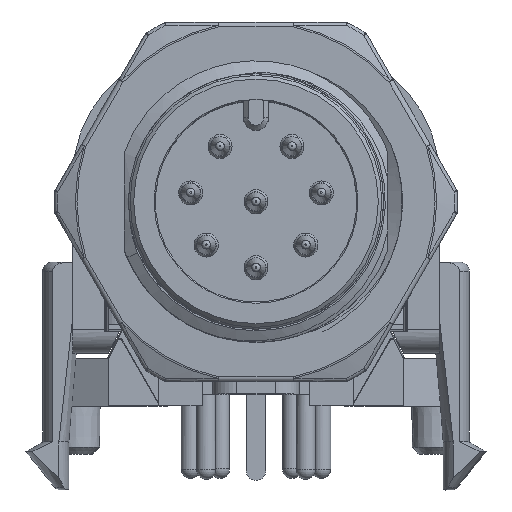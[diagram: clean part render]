
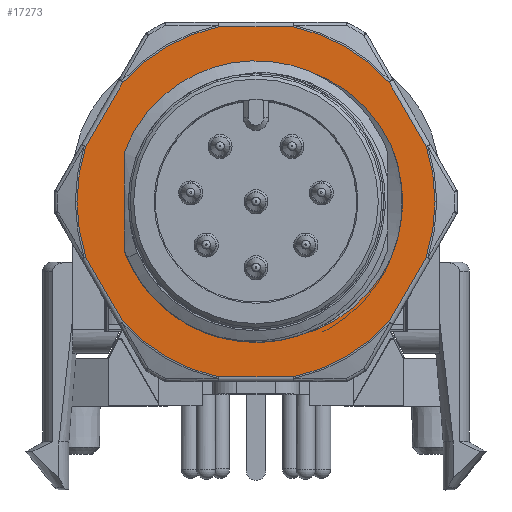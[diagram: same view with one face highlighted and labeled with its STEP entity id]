
A CAD part, top view. The second image highlights one B-rep face of the part: STEP entity #17273.
In plain terms, the highlighted planar face has unit normal (0, 0, 1).
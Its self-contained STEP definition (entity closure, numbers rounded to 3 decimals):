
#431=B_SPLINE_CURVE_WITH_KNOTS('',3,(#26887,#26888,#26889,#26890),
 .UNSPECIFIED.,.F.,.F.,(4,4),(0.,0.005),
 .UNSPECIFIED.);
#434=B_SPLINE_CURVE_WITH_KNOTS('',3,(#27004,#27005,#27006,#27007,#27008,
#27009,#27010),.UNSPECIFIED.,.F.,.F.,(4,1,1,1,4),(0.,0.003,
0.007,0.01,0.014),.UNSPECIFIED.);
#440=B_SPLINE_CURVE_WITH_KNOTS('',3,(#27109,#27110,#27111,#27112,#27113,
#27114,#27115),.UNSPECIFIED.,.F.,.F.,(4,1,1,1,4),(0.,0.003,
0.007,0.01,0.014),.UNSPECIFIED.);
#1221=PLANE('',#18877);
#1931=LINE('',#28181,#3078);
#1961=LINE('',#29055,#3108);
#1963=LINE('',#29163,#3110);
#1965=LINE('',#29265,#3112);
#1966=LINE('',#29360,#3113);
#1967=LINE('',#29362,#3114);
#3078=VECTOR('',#21547,1000.);
#3108=VECTOR('',#21907,1000.);
#3110=VECTOR('',#21941,1000.);
#3112=VECTOR('',#21973,1000.);
#3113=VECTOR('',#22002,1000.);
#3114=VECTOR('',#22005,1000.);
#5639=ORIENTED_EDGE('',*,*,#9894,.F.);
#5640=ORIENTED_EDGE('',*,*,#9887,.T.);
#5641=ORIENTED_EDGE('',*,*,#9880,.F.);
#5642=ORIENTED_EDGE('',*,*,#9873,.F.);
#5643=ORIENTED_EDGE('',*,*,#9866,.F.);
#5644=ORIENTED_EDGE('',*,*,#9859,.F.);
#5645=ORIENTED_EDGE('',*,*,#9852,.F.);
#5646=ORIENTED_EDGE('',*,*,#9899,.T.);
#5647=ORIENTED_EDGE('',*,*,#9650,.F.);
#5648=ORIENTED_EDGE('',*,*,#9695,.F.);
#5649=ORIENTED_EDGE('',*,*,#9689,.F.);
#5650=ORIENTED_EDGE('',*,*,#9898,.F.);
#5651=ORIENTED_EDGE('',*,*,#9552,.T.);
#5652=ORIENTED_EDGE('',*,*,#9544,.F.);
#5653=ORIENTED_EDGE('',*,*,#9541,.F.);
#5654=ORIENTED_EDGE('',*,*,#9550,.F.);
#9541=EDGE_CURVE('',#11900,#11902,#431,.T.);
#9544=EDGE_CURVE('',#11902,#11904,#434,.T.);
#9550=EDGE_CURVE('',#11909,#11900,#440,.T.);
#9552=EDGE_CURVE('',#11909,#11904,#13286,.F.);
#9650=EDGE_CURVE('',#11977,#11975,#13306,.T.);
#9689=EDGE_CURVE('',#11996,#11997,#13330,.T.);
#9695=EDGE_CURVE('',#11997,#11977,#1931,.T.);
#9852=EDGE_CURVE('',#12079,#12080,#13428,.T.);
#9859=EDGE_CURVE('',#12080,#12083,#1961,.T.);
#9866=EDGE_CURVE('',#12083,#12086,#13438,.T.);
#9873=EDGE_CURVE('',#12086,#12089,#1963,.T.);
#9880=EDGE_CURVE('',#12089,#12092,#13447,.T.);
#9887=EDGE_CURVE('',#12095,#12092,#1965,.T.);
#9894=EDGE_CURVE('',#12095,#12098,#13457,.T.);
#9898=EDGE_CURVE('',#12098,#11996,#1966,.T.);
#9899=EDGE_CURVE('',#12079,#11975,#1967,.T.);
#11900=VERTEX_POINT('',#26885);
#11902=VERTEX_POINT('',#26891);
#11904=VERTEX_POINT('',#27011);
#11909=VERTEX_POINT('',#27108);
#11975=VERTEX_POINT('',#27931);
#11977=VERTEX_POINT('',#27937);
#11996=VERTEX_POINT('',#28125);
#11997=VERTEX_POINT('',#28129);
#12079=VERTEX_POINT('',#29000);
#12080=VERTEX_POINT('',#29004);
#12083=VERTEX_POINT('',#29052);
#12086=VERTEX_POINT('',#29108);
#12089=VERTEX_POINT('',#29160);
#12092=VERTEX_POINT('',#29213);
#12095=VERTEX_POINT('',#29262);
#12098=VERTEX_POINT('',#29315);
#13286=CIRCLE('',#18570,5.459);
#13306=CIRCLE('',#18619,7.465);
#13330=CIRCLE('',#18660,7.465);
#13428=CIRCLE('',#18824,7.465);
#13438=CIRCLE('',#18840,7.465);
#13447=CIRCLE('',#18855,7.465);
#13457=CIRCLE('',#18871,7.465);
#14417=EDGE_LOOP('',(#5639,#5640,#5641,#5642,#5643,#5644,#5645,#5646,#5647,
#5648,#5649,#5650));
#14418=EDGE_LOOP('',(#5651,#5652,#5653,#5654));
#15713=FACE_BOUND('',#14417,.T.);
#15714=FACE_BOUND('',#14418,.T.);
#17273=ADVANCED_FACE('',(#15713,#15714),#1221,.T.);
#18570=AXIS2_PLACEMENT_3D('',#27121,#21290,#21291);
#18619=AXIS2_PLACEMENT_3D('',#27938,#21444,#21445);
#18660=AXIS2_PLACEMENT_3D('',#28132,#21532,#21533);
#18824=AXIS2_PLACEMENT_3D('',#29007,#21890,#21891);
#18840=AXIS2_PLACEMENT_3D('',#29111,#21924,#21925);
#18855=AXIS2_PLACEMENT_3D('',#29216,#21956,#21957);
#18871=AXIS2_PLACEMENT_3D('',#29318,#21990,#21991);
#18877=AXIS2_PLACEMENT_3D('',#29361,#22003,#22004);
#21290=DIRECTION('',(0.,0.,1.));
#21291=DIRECTION('',(1.,0.,0.));
#21444=DIRECTION('',(0.,0.,-1.));
#21445=DIRECTION('',(0.742,-0.67,0.));
#21532=DIRECTION('',(0.,0.,-1.));
#21533=DIRECTION('',(0.951,0.308,0.));
#21547=DIRECTION('',(-0.5,-0.866,0.));
#21890=DIRECTION('',(0.,0.,-1.));
#21891=DIRECTION('',(-0.209,-0.978,0.));
#21907=DIRECTION('',(-0.5,0.866,0.));
#21924=DIRECTION('',(0.,0.,-1.));
#21925=DIRECTION('',(-0.951,-0.308,0.));
#21941=DIRECTION('',(0.5,0.866,0.));
#21956=DIRECTION('',(0.,0.,-1.));
#21957=DIRECTION('',(-0.742,0.67,0.));
#21973=DIRECTION('',(-1.,0.,0.));
#21990=DIRECTION('',(0.,0.,-1.));
#21991=DIRECTION('',(0.209,0.978,0.));
#22002=DIRECTION('',(0.5,-0.866,0.));
#22003=DIRECTION('',(0.,0.,1.));
#22004=DIRECTION('',(0.,-1.,0.));
#22005=DIRECTION('',(1.,0.,0.));
#26885=CARTESIAN_POINT('',(5.641,-2.337,-11.5));
#26887=CARTESIAN_POINT('',(5.641,-2.337,-11.5));
#26888=CARTESIAN_POINT('',(6.254,-0.857,-11.5));
#26889=CARTESIAN_POINT('',(6.254,0.858,-11.5));
#26890=CARTESIAN_POINT('',(5.641,2.337,-11.5));
#26891=CARTESIAN_POINT('',(5.641,2.337,-11.5));
#27004=CARTESIAN_POINT('',(5.641,2.337,-11.5));
#27005=CARTESIAN_POINT('',(5.158,3.37,-11.5));
#27006=CARTESIAN_POINT('',(3.603,5.144,-11.5));
#27007=CARTESIAN_POINT('',(0.211,6.13,-11.5));
#27008=CARTESIAN_POINT('',(-3.183,5.061,-11.5));
#27009=CARTESIAN_POINT('',(-4.638,3.196,-11.5));
#27010=CARTESIAN_POINT('',(-5.029,2.122,-11.5));
#27011=CARTESIAN_POINT('',(-5.029,2.122,-11.5));
#27108=CARTESIAN_POINT('',(-5.028,-2.124,-11.5));
#27109=CARTESIAN_POINT('',(-5.028,-2.124,-11.5));
#27110=CARTESIAN_POINT('',(-4.638,-3.196,-11.5));
#27111=CARTESIAN_POINT('',(-3.178,-5.064,-11.5));
#27112=CARTESIAN_POINT('',(0.206,-6.131,-11.5));
#27113=CARTESIAN_POINT('',(3.61,-5.14,-11.5));
#27114=CARTESIAN_POINT('',(5.158,-3.371,-11.5));
#27115=CARTESIAN_POINT('',(5.641,-2.337,-11.5));
#27121=CARTESIAN_POINT('',(0.,0.,-11.5));
#27931=CARTESIAN_POINT('',(1.56,-7.3,-11.5));
#27937=CARTESIAN_POINT('',(5.542,-5.001,-11.5));
#27938=CARTESIAN_POINT('',(0.,0.,-11.5));
#28125=CARTESIAN_POINT('',(7.102,2.299,-11.5));
#28129=CARTESIAN_POINT('',(7.102,-2.299,-11.5));
#28132=CARTESIAN_POINT('',(0.,0.,-11.5));
#28181=CARTESIAN_POINT('',(7.102,-2.299,-11.5));
#29000=CARTESIAN_POINT('',(-1.56,-7.3,-11.5));
#29004=CARTESIAN_POINT('',(-5.542,-5.001,-11.5));
#29007=CARTESIAN_POINT('',(0.,0.,-11.5));
#29052=CARTESIAN_POINT('',(-7.102,-2.299,-11.5));
#29055=CARTESIAN_POINT('',(-5.542,-5.001,-11.5));
#29108=CARTESIAN_POINT('',(-7.102,2.299,-11.5));
#29111=CARTESIAN_POINT('',(0.,0.,-11.5));
#29160=CARTESIAN_POINT('',(-5.542,5.001,-11.5));
#29163=CARTESIAN_POINT('',(-7.102,2.299,-11.5));
#29213=CARTESIAN_POINT('',(-1.56,7.3,-11.5));
#29216=CARTESIAN_POINT('',(0.,0.,-11.5));
#29262=CARTESIAN_POINT('',(1.56,7.3,-11.5));
#29265=CARTESIAN_POINT('',(1.56,7.3,-11.5));
#29315=CARTESIAN_POINT('',(5.542,5.001,-11.5));
#29318=CARTESIAN_POINT('',(0.,0.,-11.5));
#29360=CARTESIAN_POINT('',(5.542,5.001,-11.5));
#29361=CARTESIAN_POINT('',(0.,0.,-11.5));
#29362=CARTESIAN_POINT('',(-1.56,-7.3,-11.5));
